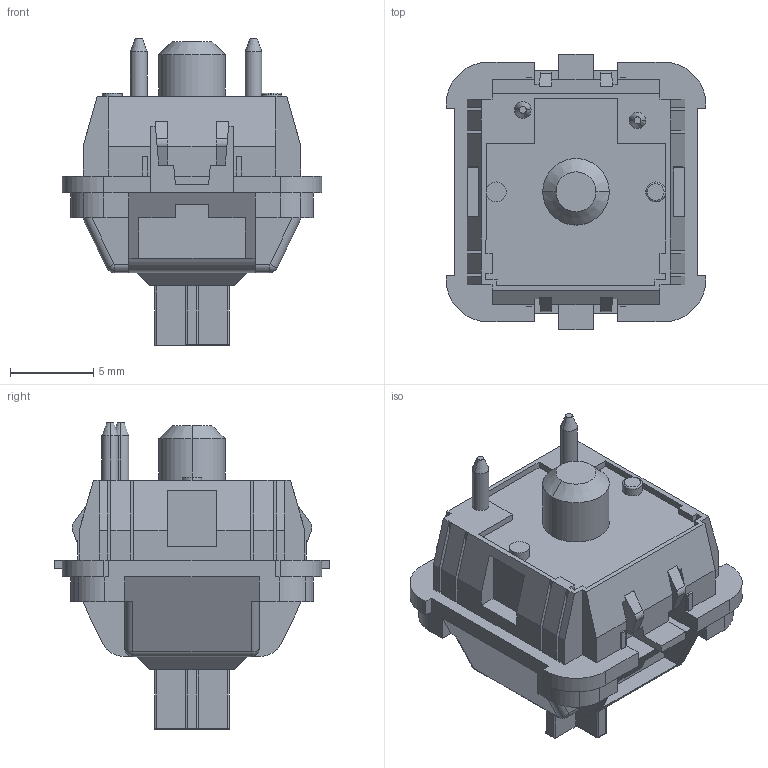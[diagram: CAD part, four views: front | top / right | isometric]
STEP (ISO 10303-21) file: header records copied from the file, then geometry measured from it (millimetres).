
FILE_DESCRIPTION (( 'STEP AP214' ), '1' );
FILE_NAME ('MX1A-11NW.STEP', '2022-05-16T13:02:03', ( '' ), ( '' ), 'SwSTEP 2.0', 'SolidWorks 2018', '' );
FILE_SCHEMA (( 'AUTOMOTIVE_DESIGN' ));
Length unit declared in the file: millimetre
Products named in the file (1): MX1A-11NW
Bounding box: 15.6 x 16.6 x 18.5 mm (x, y, z)
Volume: 1618.1 mm3; surface area: 1317.5 mm2
Topology: 3 solids, 3 shells, 331 faces, 886 edges, 559 vertices
Faces by surface type: plane 255, cylinder 57, sphere 11, cone 6, torus 2
Entity records: 10107 total; most frequent: CARTESIAN_POINT 1806, ORIENTED_EDGE 1758, DIRECTION 1641, EDGE_CURVE 879, VECTOR 757, LINE 757, VERTEX_POINT 559, AXIS2_PLACEMENT_3D 442
